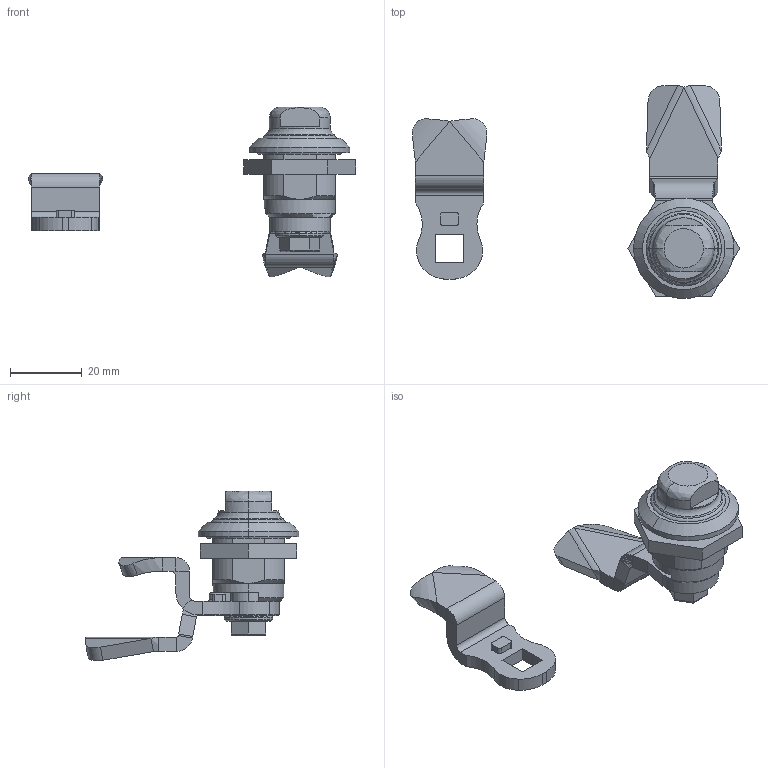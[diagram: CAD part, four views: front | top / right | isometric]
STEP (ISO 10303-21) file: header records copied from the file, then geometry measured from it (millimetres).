
FILE_DESCRIPTION (( 'STEP AP214' ), '1' );
FILE_NAME ('SCE-SSQT.STEP', '2022-07-22T11:23:49', ( '' ), ( '' ), 'SwSTEP 2.0', 'SolidWorks 2021', '' );
FILE_SCHEMA (( 'AUTOMOTIVE_DESIGN' ));
Length unit declared in the file: inch
Products named in the file (1): SCE-SSQT
Bounding box: 91.28 x 59.51 x 47.34 mm (x, y, z)
Volume: 18917.5 mm3; surface area: 14129.5 mm2
Topology: 12 solids, 12 shells, 275 faces, 636 edges, 389 vertices
Faces by surface type: plane 124, cylinder 85, torus 34, cone 17, bspline 15
Full cylindrical faces by diameter (mm): 20.237 x1
Entity records: 13888 total; most frequent: CARTESIAN_POINT 3903, DIRECTION 1316, ORIENTED_EDGE 1266, EDGE_CURVE 633, AXIS2_PLACEMENT_3D 496, VERTEX_POINT 389, LINE 324, VECTOR 324
